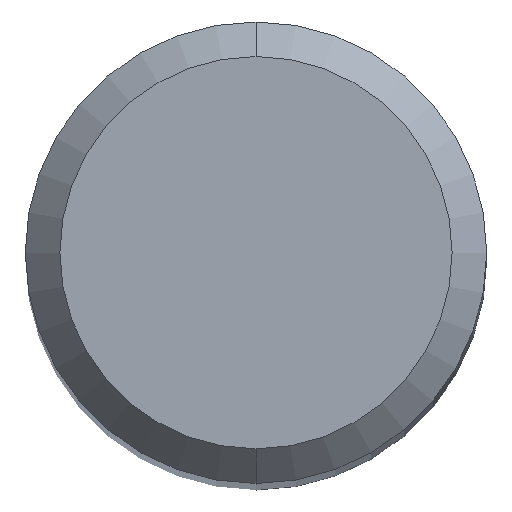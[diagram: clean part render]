
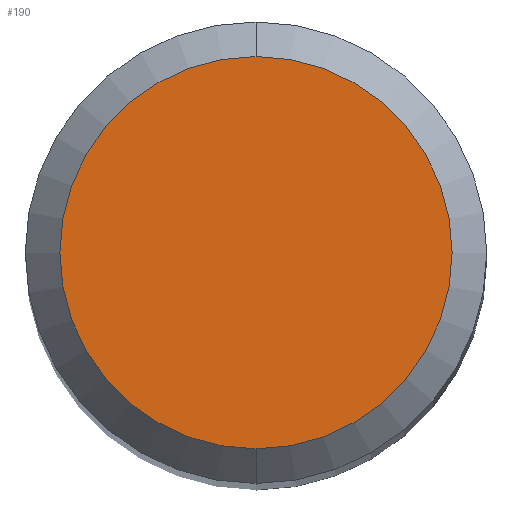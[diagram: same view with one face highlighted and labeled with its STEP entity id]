
A CAD part, top view. The second image highlights one B-rep face of the part: STEP entity #190.
In plain terms, the highlighted planar face has unit normal (0, 0, 1).
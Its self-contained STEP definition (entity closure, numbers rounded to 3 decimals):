
#140=VERTEX_POINT('',#312);
#150=EDGE_CURVE('',#140,#234,#323,.T.);
#180=EDGE_CURVE('',#234,#140,#355,.T.);
#190=ADVANCED_FACE('',(#367),#368,.T.);
#234=VERTEX_POINT('',#416);
#312=CARTESIAN_POINT('',(0.0,1.7,0.));
#323=CIRCLE('',#511,1.7);
#355=CIRCLE('',#555,1.7);
#367=FACE_OUTER_BOUND('',#569,.T.);
#368=PLANE('',#570);
#416=CARTESIAN_POINT('',(0.,-1.7,0.));
#511=AXIS2_PLACEMENT_3D('',#732,#733,#734);
#555=AXIS2_PLACEMENT_3D('',#763,#764,#765);
#569=EDGE_LOOP('',(#789,#790));
#570=AXIS2_PLACEMENT_3D('',#791,#792,#793);
#732=CARTESIAN_POINT('',(0.0,0.0,0.));
#733=DIRECTION('',(0.0,0.0,-1.0));
#734=DIRECTION('',(0.0,1.0,0.0));
#763=CARTESIAN_POINT('',(0.0,0.0,0.));
#764=DIRECTION('',(0.0,0.0,-1.0));
#765=DIRECTION('',(0.0,1.0,0.0));
#789=ORIENTED_EDGE('',*,*,#150,.F.);
#790=ORIENTED_EDGE('',*,*,#180,.F.);
#791=CARTESIAN_POINT('',(0.0,0.85,0.));
#792=DIRECTION('',(-0.0,0.0,1.0));
#793=DIRECTION('',(0.0,-1.0,0.0));
